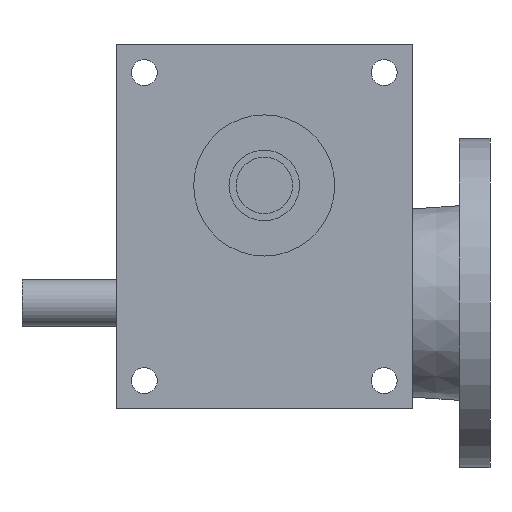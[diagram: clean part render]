
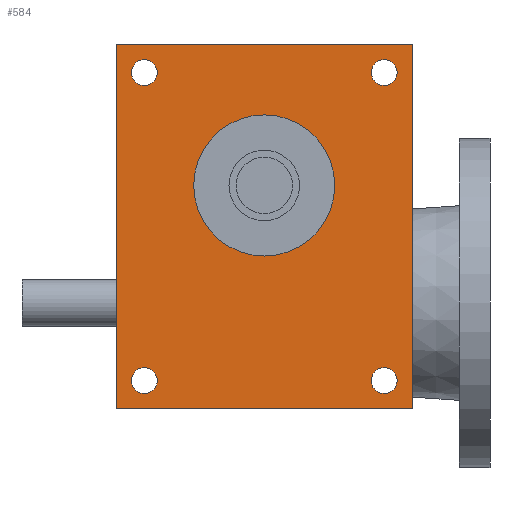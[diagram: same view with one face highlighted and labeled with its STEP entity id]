
A CAD part, front view. The second image highlights one B-rep face of the part: STEP entity #584.
In plain terms, the highlighted planar face has unit normal (0, -1, 0).
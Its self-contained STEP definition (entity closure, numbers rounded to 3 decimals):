
#584 = ADVANCED_FACE( '', ( #1185, #1186, #1187, #1188, #1189, #1190 ), #1191, .F. );
#1185 = FACE_BOUND( '', #1784, .T. );
#1186 = FACE_BOUND( '', #1785, .T. );
#1187 = FACE_BOUND( '', #1786, .T. );
#1188 = FACE_BOUND( '', #1787, .T. );
#1189 = FACE_BOUND( '', #1788, .T. );
#1190 = FACE_OUTER_BOUND( '', #1789, .T. );
#1191 = PLANE( '', #1790 );
#1784 = EDGE_LOOP( '', ( #3098 ) );
#1785 = EDGE_LOOP( '', ( #3099 ) );
#1786 = EDGE_LOOP( '', ( #3100 ) );
#1787 = EDGE_LOOP( '', ( #3101 ) );
#1788 = EDGE_LOOP( '', ( #3102 ) );
#1789 = EDGE_LOOP( '', ( #3103, #3104, #3105, #3106 ) );
#1790 = AXIS2_PLACEMENT_3D( '', #3107, #3108, #3109 );
#3098 = ORIENTED_EDGE( '', *, *, #3569, .T. );
#3099 = ORIENTED_EDGE( '', *, *, #3768, .T. );
#3100 = ORIENTED_EDGE( '', *, *, #3606, .T. );
#3101 = ORIENTED_EDGE( '', *, *, #3769, .T. );
#3102 = ORIENTED_EDGE( '', *, *, #3613, .T. );
#3103 = ORIENTED_EDGE( '', *, *, #3610, .T. );
#3104 = ORIENTED_EDGE( '', *, *, #3770, .F. );
#3105 = ORIENTED_EDGE( '', *, *, #3659, .F. );
#3106 = ORIENTED_EDGE( '', *, *, #3771, .T. );
#3107 = CARTESIAN_POINT( '', ( -63., -45., 77.5 ) );
#3108 = DIRECTION( '', ( 0., 1., 0. ) );
#3109 = DIRECTION( '', ( 0., 0., 1. ) );
#3569 = EDGE_CURVE( '', #4308, #4308, #4309, .T. );
#3606 = EDGE_CURVE( '', #4359, #4359, #4360, .T. );
#3610 = EDGE_CURVE( '', #4362, #4364, #4366, .T. );
#3613 = EDGE_CURVE( '', #4370, #4370, #4371, .T. );
#3659 = EDGE_CURVE( '', #4428, #4430, #4431, .T. );
#3768 = EDGE_CURVE( '', #4557, #4557, #4558, .T. );
#3769 = EDGE_CURVE( '', #4559, #4559, #4560, .T. );
#3770 = EDGE_CURVE( '', #4430, #4364, #4561, .T. );
#3771 = EDGE_CURVE( '', #4428, #4362, #4562, .T. );
#4308 = VERTEX_POINT( '', #5329 );
#4309 = CIRCLE( '', #5330, 5.5 );
#4359 = VERTEX_POINT( '', #5391 );
#4360 = CIRCLE( '', #5392, 5.5 );
#4362 = VERTEX_POINT( '', #5394 );
#4364 = VERTEX_POINT( '', #5397 );
#4366 = LINE( '', #5400, #5401 );
#4370 = VERTEX_POINT( '', #5405 );
#4371 = CIRCLE( '', #5406, 30. );
#4428 = VERTEX_POINT( '', #5480 );
#4430 = VERTEX_POINT( '', #5483 );
#4431 = LINE( '', #5484, #5485 );
#4557 = VERTEX_POINT( '', #5647 );
#4558 = CIRCLE( '', #5648, 5.5 );
#4559 = VERTEX_POINT( '', #5649 );
#4560 = CIRCLE( '', #5650, 5.5 );
#4561 = LINE( '', #5651, #5652 );
#4562 = LINE( '', #5653, #5654 );
#5329 = CARTESIAN_POINT( '', ( 56.5, -45., 65.5 ) );
#5330 = AXIS2_PLACEMENT_3D( '', #6084, #6085, #6086 );
#5391 = CARTESIAN_POINT( '', ( -45.5, -45., -65.5 ) );
#5392 = AXIS2_PLACEMENT_3D( '', #6128, #6129, #6130 );
#5394 = CARTESIAN_POINT( '', ( -63., -45., -77.5 ) );
#5397 = CARTESIAN_POINT( '', ( 63., -45., -77.5 ) );
#5400 = CARTESIAN_POINT( '', ( -63., -45., -77.5 ) );
#5401 = VECTOR( '', #6133, 1000. );
#5405 = CARTESIAN_POINT( '', ( 30., -45., 17.5 ) );
#5406 = AXIS2_PLACEMENT_3D( '', #6137, #6138, #6139 );
#5480 = CARTESIAN_POINT( '', ( -63., -45., 77.5 ) );
#5483 = CARTESIAN_POINT( '', ( 63., -45., 77.5 ) );
#5484 = CARTESIAN_POINT( '', ( -63., -45., 77.5 ) );
#5485 = VECTOR( '', #6191, 1000. );
#5647 = CARTESIAN_POINT( '', ( -45.5, -45., 65.5 ) );
#5648 = AXIS2_PLACEMENT_3D( '', #6267, #6268, #6269 );
#5649 = CARTESIAN_POINT( '', ( 56.5, -45., -65.5 ) );
#5650 = AXIS2_PLACEMENT_3D( '', #6270, #6271, #6272 );
#5651 = CARTESIAN_POINT( '', ( 63., -45., 77.5 ) );
#5652 = VECTOR( '', #6273, 1000. );
#5653 = CARTESIAN_POINT( '', ( -63., -45., 77.5 ) );
#5654 = VECTOR( '', #6274, 1000. );
#6084 = CARTESIAN_POINT( '', ( 51., -45., 65.5 ) );
#6085 = DIRECTION( '', ( 0., 1., 0. ) );
#6086 = DIRECTION( '', ( 1., 0., 0. ) );
#6128 = CARTESIAN_POINT( '', ( -51., -45., -65.5 ) );
#6129 = DIRECTION( '', ( 0., 1., 0. ) );
#6130 = DIRECTION( '', ( 1., 0., 0. ) );
#6133 = DIRECTION( '', ( 1., 0., 0. ) );
#6137 = CARTESIAN_POINT( '', ( 0., -45., 17.5 ) );
#6138 = DIRECTION( '', ( 0., 1., 0. ) );
#6139 = DIRECTION( '', ( 1., 0., 0. ) );
#6191 = DIRECTION( '', ( 1., 0., 0. ) );
#6267 = CARTESIAN_POINT( '', ( -51., -45., 65.5 ) );
#6268 = DIRECTION( '', ( 0., 1., 0. ) );
#6269 = DIRECTION( '', ( 1., 0., 0. ) );
#6270 = CARTESIAN_POINT( '', ( 51., -45., -65.5 ) );
#6271 = DIRECTION( '', ( 0., 1., 0. ) );
#6272 = DIRECTION( '', ( 1., 0., 0. ) );
#6273 = DIRECTION( '', ( 0., 0., -1. ) );
#6274 = DIRECTION( '', ( 0., 0., -1. ) );
